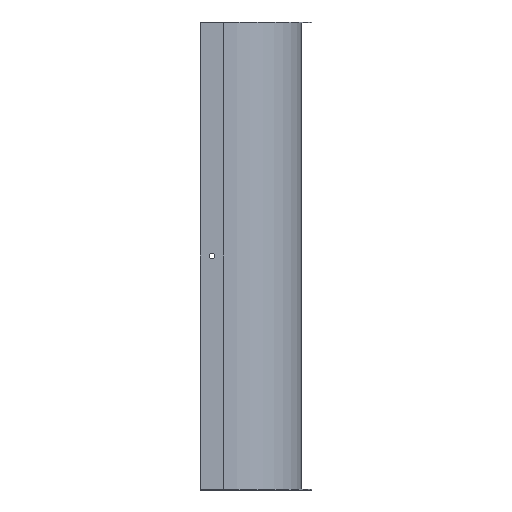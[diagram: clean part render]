
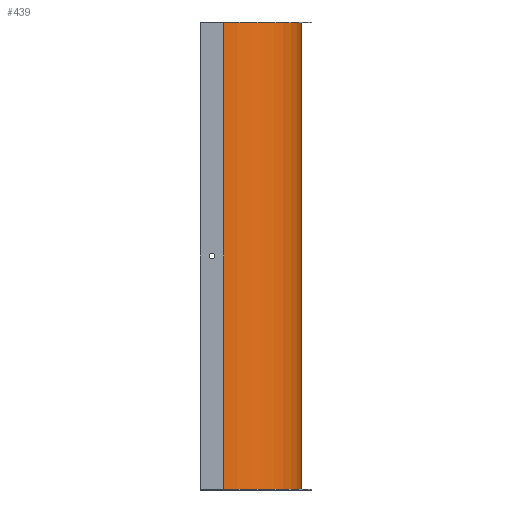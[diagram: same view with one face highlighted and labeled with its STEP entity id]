
A CAD part, front view. The second image highlights one B-rep face of the part: STEP entity #439.
In plain terms, the highlighted cylindrical face has radius 99.8 mm (diameter 199.6 mm), a partial arc.
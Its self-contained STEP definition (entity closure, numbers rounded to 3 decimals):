
#50 = AXIS2_PLACEMENT_3D ( 'NONE', #610, #611, #627 ) ;
#60 = AXIS2_PLACEMENT_3D ( 'NONE', #672, #671, #670 ) ;
#61 = AXIS2_PLACEMENT_3D ( 'NONE', #676, #675, #674 ) ;
#72 = EDGE_CURVE ( 'NONE', #422, #407, #230, .T. ) ;
#73 = EDGE_CURVE ( 'NONE', #413, #420, #231, .T. ) ;
#74 = EDGE_CURVE ( 'NONE', #407, #420, #236, .T. ) ;
#108 = EDGE_CURVE ( 'NONE', #422, #413, #168, .T. ) ;
#159 = FACE_OUTER_BOUND ( 'NONE', #260, .T. ) ;
#166 = VECTOR ( 'NONE', #612, 1000. ) ;
#168 = LINE ( 'NONE', #634, #166 ) ;
#175 = CYLINDRICAL_SURFACE ( 'NONE', #50, 99.8 ) ;
#228 = VECTOR ( 'NONE', #680, 1000. ) ;
#230 = CIRCLE ( 'NONE', #61, 99.8 ) ;
#231 = CIRCLE ( 'NONE', #60, 99.8 ) ;
#236 = LINE ( 'NONE', #673, #228 ) ;
#260 = EDGE_LOOP ( 'NONE', ( #394, #395, #396, #397 ) ) ;
#394 = ORIENTED_EDGE ( 'NONE', *, *, #72, .F. ) ;
#395 = ORIENTED_EDGE ( 'NONE', *, *, #108, .T. ) ;
#396 = ORIENTED_EDGE ( 'NONE', *, *, #73, .T. ) ;
#397 = ORIENTED_EDGE ( 'NONE', *, *, #74, .F. ) ;
#407 = VERTEX_POINT ( 'NONE', #623 ) ;
#413 = VERTEX_POINT ( 'NONE', #589 ) ;
#420 = VERTEX_POINT ( 'NONE', #575 ) ;
#422 = VERTEX_POINT ( 'NONE', #614 ) ;
#439 = ADVANCED_FACE ( 'NONE', ( #159 ), #175, .T. ) ;
#575 = CARTESIAN_POINT ( 'NONE',  ( 30., -0.8, 0. ) ) ;
#589 = CARTESIAN_POINT ( 'NONE',  ( 129.8, 99., 0. ) ) ;
#610 = CARTESIAN_POINT ( 'NONE',  ( 30., 99., -601.2 ) ) ;
#611 = DIRECTION ( 'NONE',  ( 0., 0., 1. ) ) ;
#612 = DIRECTION ( 'NONE',  ( 0., 0., 1. ) ) ;
#614 = CARTESIAN_POINT ( 'NONE',  ( 129.8, 99., -600.4 ) ) ;
#623 = CARTESIAN_POINT ( 'NONE',  ( 30., -0.8, -600.4 ) ) ;
#627 = DIRECTION ( 'NONE',  ( 1., 0., 0. ) ) ;
#634 = CARTESIAN_POINT ( 'NONE',  ( 129.8, 99., -601.2 ) ) ;
#670 = DIRECTION ( 'NONE',  ( 1., 0., 0. ) ) ;
#671 = DIRECTION ( 'NONE',  ( 0., 0., -1. ) ) ;
#672 = CARTESIAN_POINT ( 'NONE',  ( 30., 99., 0. ) ) ;
#673 = CARTESIAN_POINT ( 'NONE',  ( 30., -0.8, -601.2 ) ) ;
#674 = DIRECTION ( 'NONE',  ( -1., 0., 0. ) ) ;
#675 = DIRECTION ( 'NONE',  ( 0., 0., -1. ) ) ;
#676 = CARTESIAN_POINT ( 'NONE',  ( 30., 99., -600.4 ) ) ;
#680 = DIRECTION ( 'NONE',  ( 0., 0., 1. ) ) ;
